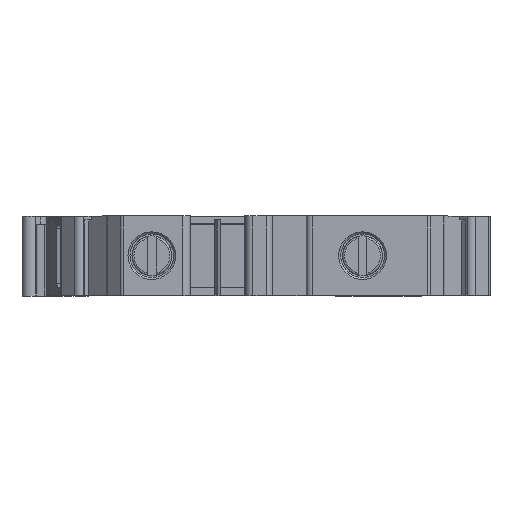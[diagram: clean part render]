
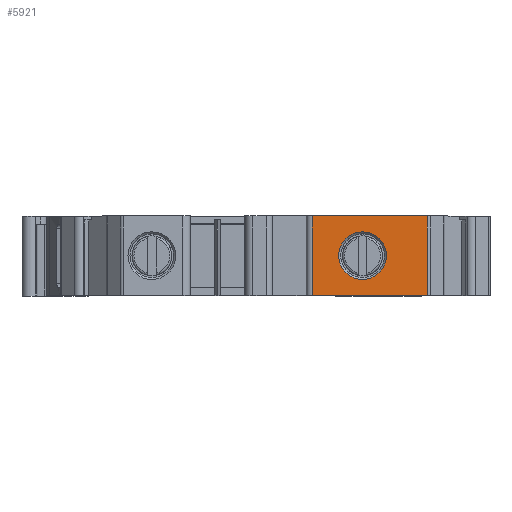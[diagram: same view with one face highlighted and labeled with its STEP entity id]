
A CAD part, top view. The second image highlights one B-rep face of the part: STEP entity #5921.
In plain terms, the highlighted planar face has unit normal (0, 0, 1).
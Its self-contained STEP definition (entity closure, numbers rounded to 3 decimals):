
#124=PLANE('',#6288);
#378=LINE('',#8676,#773);
#450=LINE('',#8849,#845);
#451=LINE('',#8851,#846);
#452=LINE('',#8853,#847);
#773=VECTOR('',#7014,1000.);
#845=VECTOR('',#7184,1000.);
#846=VECTOR('',#7187,1000.);
#847=VECTOR('',#7188,1000.);
#1686=ORIENTED_EDGE('',*,*,#2480,.T.);
#1687=ORIENTED_EDGE('',*,*,#2772,.T.);
#1688=ORIENTED_EDGE('',*,*,#2773,.T.);
#1689=ORIENTED_EDGE('',*,*,#2683,.F.);
#1690=ORIENTED_EDGE('',*,*,#2771,.F.);
#2480=EDGE_CURVE('',#3099,#3099,#3459,.T.);
#2683=EDGE_CURVE('',#3254,#3255,#378,.T.);
#2771=EDGE_CURVE('',#3306,#3254,#450,.T.);
#2772=EDGE_CURVE('',#3306,#3307,#451,.T.);
#2773=EDGE_CURVE('',#3307,#3255,#452,.T.);
#3099=VERTEX_POINT('',#8063);
#3254=VERTEX_POINT('',#8675);
#3255=VERTEX_POINT('',#8677);
#3306=VERTEX_POINT('',#8848);
#3307=VERTEX_POINT('',#8852);
#3459=CIRCLE('',#6114,3.);
#3734=EDGE_LOOP('',(#1686));
#3735=EDGE_LOOP('',(#1687,#1688,#1689,#1690));
#3989=FACE_BOUND('',#3734,.T.);
#3990=FACE_BOUND('',#3735,.T.);
#5921=ADVANCED_FACE('',(#3989,#3990),#124,.F.);
#6114=AXIS2_PLACEMENT_3D('',#8062,#6661,#6662);
#6288=AXIS2_PLACEMENT_3D('',#8850,#7185,#7186);
#6661=DIRECTION('',(0.,0.,-1.));
#6662=DIRECTION('',(-1.,0.,0.));
#7014=DIRECTION('',(1.,0.,0.));
#7184=DIRECTION('',(0.,1.,0.));
#7185=DIRECTION('',(0.,0.,-1.));
#7186=DIRECTION('',(-1.,0.,0.));
#7187=DIRECTION('',(1.,0.,0.));
#7188=DIRECTION('',(0.,1.,0.));
#8062=CARTESIAN_POINT('',(9.725,-4.5,17.5));
#8063=CARTESIAN_POINT('',(6.725,-4.5,17.5));
#8675=CARTESIAN_POINT('',(3.38,0.5,17.5));
#8676=CARTESIAN_POINT('',(-40.,0.5,17.5));
#8677=CARTESIAN_POINT('',(17.862,0.5,17.5));
#8848=CARTESIAN_POINT('',(3.38,-9.5,17.5));
#8849=CARTESIAN_POINT('',(3.38,-9.5,17.5));
#8850=CARTESIAN_POINT('',(-40.,0.5,17.5));
#8851=CARTESIAN_POINT('',(-40.,-9.5,17.5));
#8852=CARTESIAN_POINT('',(17.862,-9.5,17.5));
#8853=CARTESIAN_POINT('',(17.862,0.5,17.5));
